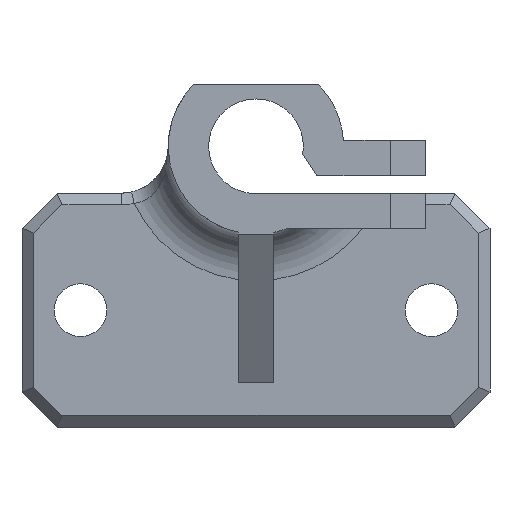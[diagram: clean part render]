
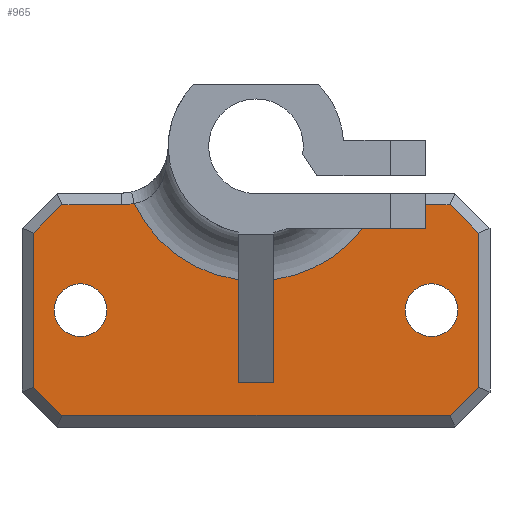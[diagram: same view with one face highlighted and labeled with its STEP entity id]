
A CAD part, front view. The second image highlights one B-rep face of the part: STEP entity #965.
In plain terms, the highlighted planar face has unit normal (0, -1, 0).
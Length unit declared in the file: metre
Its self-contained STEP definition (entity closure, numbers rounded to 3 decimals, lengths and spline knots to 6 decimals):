
#28=PLANE('',#1040);
#67=CIRCLE('',#1034,0.00225);
#69=CIRCLE('',#1038,0.00225);
#71=CIRCLE('',#1041,0.0115);
#72=CIRCLE('',#1042,0.005);
#73=CIRCLE('',#1043,0.0115);
#132=ORIENTED_EDGE('',*,*,#410,.T.);
#133=ORIENTED_EDGE('',*,*,#411,.T.);
#134=ORIENTED_EDGE('',*,*,#412,.T.);
#135=ORIENTED_EDGE('',*,*,#413,.T.);
#136=ORIENTED_EDGE('',*,*,#414,.T.);
#137=ORIENTED_EDGE('',*,*,#415,.T.);
#138=ORIENTED_EDGE('',*,*,#416,.T.);
#139=ORIENTED_EDGE('',*,*,#417,.T.);
#140=ORIENTED_EDGE('',*,*,#418,.T.);
#141=ORIENTED_EDGE('',*,*,#419,.T.);
#142=ORIENTED_EDGE('',*,*,#420,.T.);
#143=ORIENTED_EDGE('',*,*,#421,.T.);
#144=ORIENTED_EDGE('',*,*,#381,.T.);
#145=ORIENTED_EDGE('',*,*,#374,.T.);
#146=ORIENTED_EDGE('',*,*,#422,.T.);
#147=ORIENTED_EDGE('',*,*,#423,.T.);
#148=ORIENTED_EDGE('',*,*,#424,.T.);
#149=ORIENTED_EDGE('',*,*,#425,.F.);
#150=ORIENTED_EDGE('',*,*,#402,.F.);
#151=ORIENTED_EDGE('',*,*,#408,.T.);
#374=EDGE_CURVE('',#514,#513,#600,.T.);
#381=EDGE_CURVE('',#509,#514,#607,.T.);
#402=EDGE_CURVE('',#540,#540,#67,.T.);
#408=EDGE_CURVE('',#546,#546,#69,.T.);
#410=EDGE_CURVE('',#548,#549,#71,.F.);
#411=EDGE_CURVE('',#549,#550,#72,.F.);
#412=EDGE_CURVE('',#550,#551,#631,.T.);
#413=EDGE_CURVE('',#551,#552,#632,.T.);
#414=EDGE_CURVE('',#552,#553,#633,.T.);
#415=EDGE_CURVE('',#553,#554,#634,.T.);
#416=EDGE_CURVE('',#554,#555,#635,.T.);
#417=EDGE_CURVE('',#555,#556,#636,.T.);
#418=EDGE_CURVE('',#556,#557,#637,.T.);
#419=EDGE_CURVE('',#557,#558,#638,.T.);
#420=EDGE_CURVE('',#558,#559,#639,.T.);
#421=EDGE_CURVE('',#559,#509,#640,.T.);
#422=EDGE_CURVE('',#513,#560,#73,.F.);
#423=EDGE_CURVE('',#560,#561,#641,.T.);
#424=EDGE_CURVE('',#561,#562,#642,.T.);
#425=EDGE_CURVE('',#548,#562,#643,.T.);
#509=VERTEX_POINT('',#1378);
#513=VERTEX_POINT('',#1393);
#514=VERTEX_POINT('',#1395);
#540=VERTEX_POINT('',#1454);
#546=VERTEX_POINT('',#1468);
#548=VERTEX_POINT('',#1473);
#549=VERTEX_POINT('',#1474);
#550=VERTEX_POINT('',#1476);
#551=VERTEX_POINT('',#1478);
#552=VERTEX_POINT('',#1480);
#553=VERTEX_POINT('',#1482);
#554=VERTEX_POINT('',#1484);
#555=VERTEX_POINT('',#1486);
#556=VERTEX_POINT('',#1488);
#557=VERTEX_POINT('',#1490);
#558=VERTEX_POINT('',#1492);
#559=VERTEX_POINT('',#1494);
#560=VERTEX_POINT('',#1497);
#561=VERTEX_POINT('',#1499);
#562=VERTEX_POINT('',#1501);
#600=LINE('',#1394,#711);
#607=LINE('',#1407,#718);
#631=LINE('',#1477,#742);
#632=LINE('',#1479,#743);
#633=LINE('',#1481,#744);
#634=LINE('',#1483,#745);
#635=LINE('',#1485,#746);
#636=LINE('',#1487,#747);
#637=LINE('',#1489,#748);
#638=LINE('',#1491,#749);
#639=LINE('',#1493,#750);
#640=LINE('',#1495,#751);
#641=LINE('',#1498,#752);
#642=LINE('',#1500,#753);
#643=LINE('',#1502,#754);
#711=VECTOR('',#1117,1.);
#718=VECTOR('',#1124,1.);
#742=VECTOR('',#1178,1.);
#743=VECTOR('',#1179,1.);
#744=VECTOR('',#1180,1.);
#745=VECTOR('',#1181,1.);
#746=VECTOR('',#1182,1.);
#747=VECTOR('',#1183,1.);
#748=VECTOR('',#1184,1.);
#749=VECTOR('',#1185,1.);
#750=VECTOR('',#1186,1.);
#751=VECTOR('',#1187,1.);
#752=VECTOR('',#1190,1.);
#753=VECTOR('',#1191,1.);
#754=VECTOR('',#1192,1.);
#827=EDGE_LOOP('',(#132,#133,#134,#135,#136,#137,#138,#139,#140,#141,#142,
#143,#144,#145,#146,#147,#148,#149));
#828=EDGE_LOOP('',(#150));
#829=EDGE_LOOP('',(#151));
#893=FACE_BOUND('',#827,.T.);
#894=FACE_BOUND('',#828,.T.);
#895=FACE_BOUND('',#829,.T.);
#965=ADVANCED_FACE('',(#893,#894,#895),#28,.T.);
#1034=AXIS2_PLACEMENT_3D('',#1453,#1156,#1157);
#1038=AXIS2_PLACEMENT_3D('',#1467,#1168,#1169);
#1040=AXIS2_PLACEMENT_3D('',#1471,#1172,#1173);
#1041=AXIS2_PLACEMENT_3D('',#1472,#1174,#1175);
#1042=AXIS2_PLACEMENT_3D('',#1475,#1176,#1177);
#1043=AXIS2_PLACEMENT_3D('',#1496,#1188,#1189);
#1117=DIRECTION('',(-1.,0.,0.));
#1124=DIRECTION('',(-1.,0.,0.));
#1156=DIRECTION('',(0.,-1.,0.));
#1157=DIRECTION('',(0.,0.,-1.));
#1168=DIRECTION('',(0.,1.,0.));
#1169=DIRECTION('',(0.,0.,-1.));
#1172=DIRECTION('',(0.,-1.,0.));
#1173=DIRECTION('',(1.,0.,0.));
#1174=DIRECTION('',(0.,-1.,0.));
#1175=DIRECTION('',(0.,0.,-1.));
#1176=DIRECTION('',(0.,-1.,0.));
#1177=DIRECTION('',(0.,0.,-1.));
#1178=DIRECTION('',(-1.,0.,0.));
#1179=DIRECTION('',(-0.707,0.,-0.707));
#1180=DIRECTION('',(0.,0.,-1.));
#1181=DIRECTION('',(0.707,0.,-0.707));
#1182=DIRECTION('',(1.,0.,0.));
#1183=DIRECTION('',(0.707,0.,0.707));
#1184=DIRECTION('',(0.,0.,1.));
#1185=DIRECTION('',(-0.707,0.,0.707));
#1186=DIRECTION('',(-1.,0.,0.));
#1187=DIRECTION('',(0.,0.,-1.));
#1188=DIRECTION('',(0.,-1.,0.));
#1189=DIRECTION('',(0.,0.,-1.));
#1190=DIRECTION('',(0.,0.,-1.));
#1191=DIRECTION('',(-1.,0.,0.));
#1192=DIRECTION('',(0.,0.,-1.));
#1378=CARTESIAN_POINT('',(0.0145,-0.004,-0.007));
#1393=CARTESIAN_POINT('',(0.009124,-0.004,-0.007));
#1394=CARTESIAN_POINT('',(0.,-0.004,-0.007));
#1395=CARTESIAN_POINT('',(0.010283,-0.004,-0.007));
#1407=CARTESIAN_POINT('',(0.,-0.004,-0.007));
#1453=CARTESIAN_POINT('',(-0.015,-0.004,-0.014));
#1454=CARTESIAN_POINT('',(-0.015,-0.004,-0.01625));
#1467=CARTESIAN_POINT('',(0.015,-0.004,-0.014));
#1468=CARTESIAN_POINT('',(0.015,-0.004,-0.01625));
#1471=CARTESIAN_POINT('',(0.,-0.004,-0.014));
#1472=CARTESIAN_POINT('',(0.,-0.004,0.));
#1473=CARTESIAN_POINT('',(-0.0015,-0.004,-0.011402));
#1474=CARTESIAN_POINT('',(-0.010413,-0.004,-0.00488));
#1475=CARTESIAN_POINT('',(-0.0115,-0.004,0.));
#1476=CARTESIAN_POINT('',(-0.0115,-0.004,-0.005));
#1477=CARTESIAN_POINT('',(0.,-0.004,-0.005));
#1478=CARTESIAN_POINT('',(-0.016586,-0.004,-0.005));
#1479=CARTESIAN_POINT('',(-0.012793,-0.004,-0.001207));
#1480=CARTESIAN_POINT('',(-0.019,-0.004,-0.007414));
#1481=CARTESIAN_POINT('',(-0.019,-0.004,-0.021));
#1482=CARTESIAN_POINT('',(-0.019,-0.004,-0.020586));
#1483=CARTESIAN_POINT('',(-0.012793,-0.004,-0.026793));
#1484=CARTESIAN_POINT('',(-0.016586,-0.004,-0.023));
#1485=CARTESIAN_POINT('',(0.,-0.004,-0.023));
#1486=CARTESIAN_POINT('',(0.016586,-0.004,-0.023));
#1487=CARTESIAN_POINT('',(0.012793,-0.004,-0.026793));
#1488=CARTESIAN_POINT('',(0.019,-0.004,-0.020586));
#1489=CARTESIAN_POINT('',(0.019,-0.004,-0.014));
#1490=CARTESIAN_POINT('',(0.019,-0.004,-0.007414));
#1491=CARTESIAN_POINT('',(0.012793,-0.004,-0.001207));
#1492=CARTESIAN_POINT('',(0.016586,-0.004,-0.005));
#1493=CARTESIAN_POINT('',(0.,-0.004,-0.005));
#1494=CARTESIAN_POINT('',(0.0145,-0.004,-0.005));
#1495=CARTESIAN_POINT('',(0.0145,-0.004,-0.014));
#1496=CARTESIAN_POINT('',(0.,-0.004,0.));
#1497=CARTESIAN_POINT('',(0.0015,-0.004,-0.011402));
#1498=CARTESIAN_POINT('',(0.0015,-0.004,-0.012094));
#1499=CARTESIAN_POINT('',(0.0015,-0.004,-0.020189));
#1500=CARTESIAN_POINT('',(0.0015,-0.004,-0.020189));
#1501=CARTESIAN_POINT('',(-0.0015,-0.004,-0.020189));
#1502=CARTESIAN_POINT('',(-0.0015,-0.004,-0.012094));
